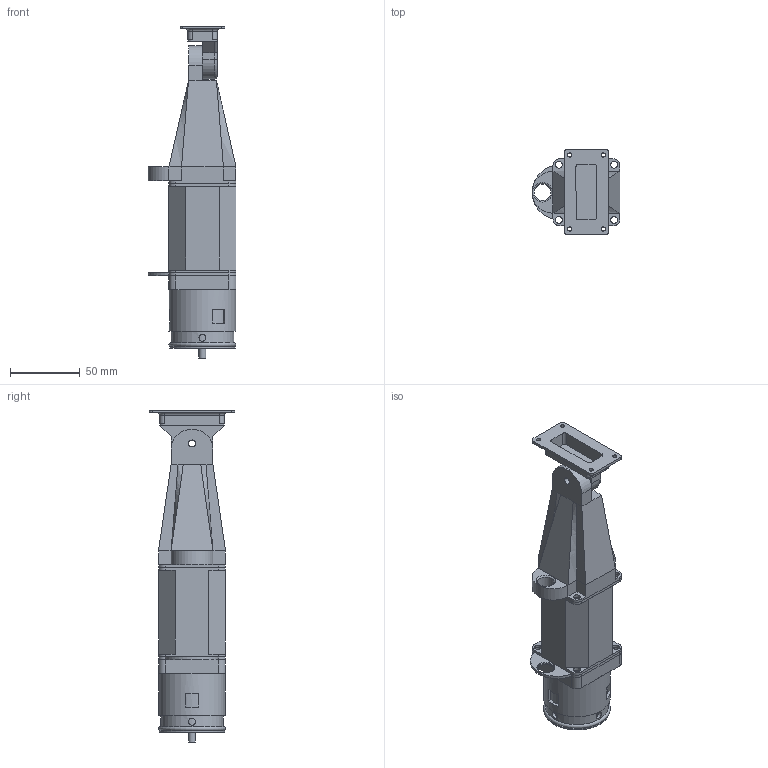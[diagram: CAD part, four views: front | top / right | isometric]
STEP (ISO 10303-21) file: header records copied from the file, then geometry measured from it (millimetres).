
FILE_DESCRIPTION(('FreeCAD Model'),'2;1');
FILE_NAME('Open CASCADE Shape Model','2025-08-05T14:28:44',(''),(''), 'Open CASCADE STEP processor 7.8','FreeCAD','Unknown');
FILE_SCHEMA(('AUTOMOTIVE_DESIGN { 1 0 10303 214 1 1 1 1 }'));
Length unit declared in the file: millimetre
Products named in the file (10): ____________; Сальник; Двигло; Крышка; Корп с упл002; ESC; КрышкаESC001; Корпус ESC; дЕРЖАТЕЛЬ; Корпус
Assembly tree (9 placements, depth 2):
  ____________
    Сальник
    Двигло
    Крышка
    Корп с упл002
    ESC
    КрышкаESC001
    Корпус ESC
    дЕРЖАТЕЛЬ
    Корпус
Bounding box: 63 x 61 x 238 mm (x, y, z)
Volume: 155082.8 mm3; surface area: 105305.9 mm2
Topology: 10 solids, 10 shells, 347 faces, 869 edges, 548 vertices
Faces by surface type: plane 180, cylinder 120, bspline 26, torus 16, revolution 4, cone 1
Full cylindrical faces by diameter (mm): 2.7 x6, 3 x4, 4 x3, 4.7 x3, 5 x28, 6 x4, 12 x2, 15 x1, 15.5 x1, 18 x1, 31 x1, 32 x1, 40 x1, 42 x1, 44 x1, 45 x4, 47 x1, 48 x1
Entity records: 11101 total; most frequent: CARTESIAN_POINT 2377, DIRECTION 1742, ORIENTED_EDGE 1722, EDGE_CURVE 861, AXIS2_PLACEMENT_3D 608, VERTEX_POINT 544, LINE 522, VECTOR 522
